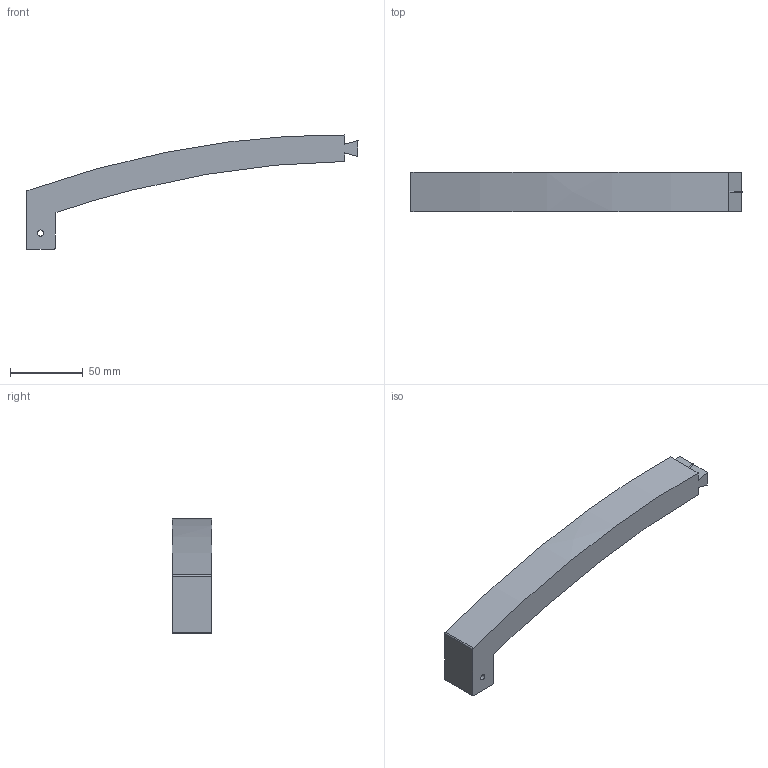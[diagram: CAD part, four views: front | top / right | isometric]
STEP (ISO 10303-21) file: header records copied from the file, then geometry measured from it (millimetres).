
FILE_DESCRIPTION(('FreeCAD Model'),'2;1');
FILE_NAME('Open CASCADE Shape Model','2024-04-30T10:02:29',(''),(''), 'Open CASCADE STEP processor 7.7','FreeCAD','Unknown');
FILE_SCHEMA(('AP242_MANAGED_MODEL_BASED_3D_ENGINEERING_MIM_LF. {1 0 10303 442 1 1 4 }'));
Length unit declared in the file: millimetre
Products named in the file (1): Fillet001
Bounding box: 228.93 x 27.14 x 78.61 mm (x, y, z)
Volume: 134524.7 mm3; surface area: 25316 mm2
Topology: 1 solids, 1 shells, 21 faces, 60 edges, 40 vertices
Faces by surface type: plane 13, cylinder 4, bspline 2, extrusion 2
Full cylindrical faces by diameter (mm): 4.236 x1
Entity records: 1705 total; most frequent: CARTESIAN_POINT 596, DIRECTION 162, ORIENTED_EDGE 120, PCURVE 120, DEFINITIONAL_REPRESENTATION 120, VECTOR 91, LINE 89, B_SPLINE_CURVE_WITH_KNOTS 69
